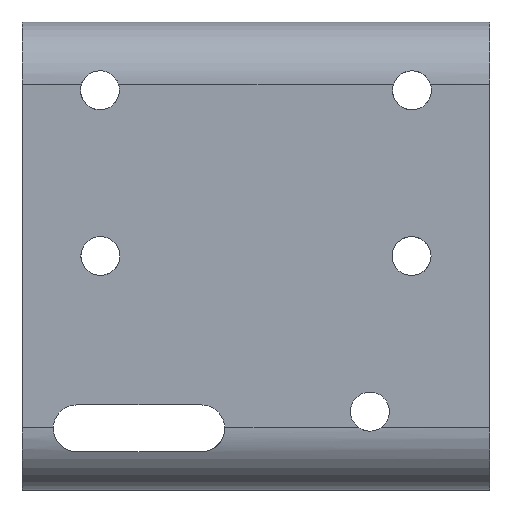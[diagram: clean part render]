
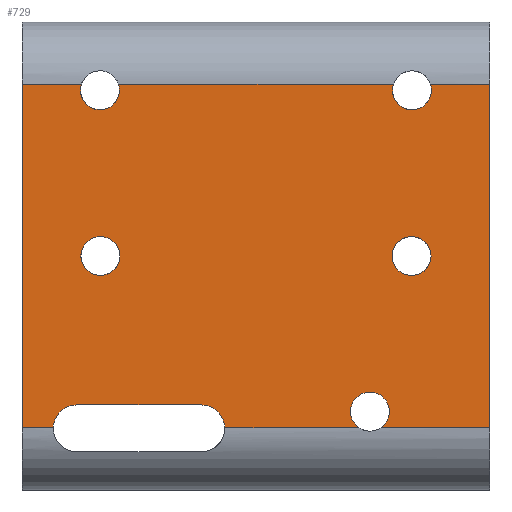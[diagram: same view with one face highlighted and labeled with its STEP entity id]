
A CAD part, front view. The second image highlights one B-rep face of the part: STEP entity #729.
In plain terms, the highlighted planar face has unit normal (0, -1, 0).
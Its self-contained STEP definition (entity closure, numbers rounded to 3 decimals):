
#27=FACE_BOUND('',#116,.T.);
#28=FACE_BOUND('',#117,.T.);
#41=PLANE('',#812);
#72=FACE_OUTER_BOUND('',#115,.T.);
#115=EDGE_LOOP('',(#662,#663,#664,#665,#666,#667,#668,#669,#670,#671,#672,
#673,#674,#675,#676,#677,#678));
#116=EDGE_LOOP('',(#679));
#117=EDGE_LOOP('',(#680));
#148=LINE('',#1143,#201);
#150=LINE('',#1151,#203);
#151=LINE('',#1172,#204);
#158=LINE('',#1188,#211);
#162=LINE('',#1207,#215);
#163=LINE('',#1220,#216);
#165=LINE('',#1249,#218);
#174=LINE('',#1309,#227);
#183=LINE('',#1422,#236);
#201=VECTOR('',#865,10.);
#203=VECTOR('',#871,10.);
#204=VECTOR('',#872,10.);
#211=VECTOR('',#885,10.);
#215=VECTOR('',#905,10.);
#216=VECTOR('',#906,10.);
#218=VECTOR('',#908,10.);
#227=VECTOR('',#939,10.);
#236=VECTOR('',#984,10.);
#262=CIRCLE('',#772,1.25);
#263=CIRCLE('',#773,1.25);
#265=CIRCLE('',#777,1.5);
#266=CIRCLE('',#780,1.5);
#267=CIRCLE('',#782,1.25);
#268=CIRCLE('',#783,1.25);
#275=CIRCLE('',#799,1.25);
#277=CIRCLE('',#802,1.25);
#278=CIRCLE('',#803,1.25);
#279=CIRCLE('',#807,1.25);
#303=VERTEX_POINT('',#1121);
#304=VERTEX_POINT('',#1122);
#305=VERTEX_POINT('',#1142);
#308=VERTEX_POINT('',#1148);
#309=VERTEX_POINT('',#1150);
#310=VERTEX_POINT('',#1152);
#316=VERTEX_POINT('',#1187);
#320=VERTEX_POINT('',#1197);
#321=VERTEX_POINT('',#1202);
#323=VERTEX_POINT('',#1206);
#324=VERTEX_POINT('',#1208);
#325=VERTEX_POINT('',#1219);
#328=VERTEX_POINT('',#1236);
#330=VERTEX_POINT('',#1265);
#332=VERTEX_POINT('',#1273);
#333=VERTEX_POINT('',#1299);
#346=VERTEX_POINT('',#1411);
#348=VERTEX_POINT('',#1417);
#353=VERTEX_POINT('',#1502);
#383=EDGE_CURVE('',#304,#305,#148,.T.);
#387=EDGE_CURVE('',#308,#309,#150,.T.);
#389=EDGE_CURVE('',#310,#303,#151,.T.);
#397=EDGE_CURVE('',#305,#316,#158,.T.);
#403=EDGE_CURVE('',#304,#320,#262,.T.);
#404=EDGE_CURVE('',#320,#303,#263,.T.);
#407=EDGE_CURVE('',#316,#323,#162,.T.);
#409=EDGE_CURVE('',#324,#325,#163,.T.);
#413=EDGE_CURVE('',#328,#321,#165,.T.);
#417=EDGE_CURVE('',#328,#330,#265,.T.);
#420=EDGE_CURVE('',#332,#325,#266,.T.);
#425=EDGE_CURVE('',#324,#333,#267,.T.);
#426=EDGE_CURVE('',#333,#323,#268,.T.);
#430=EDGE_CURVE('',#321,#308,#174,.T.);
#447=EDGE_CURVE('',#346,#346,#275,.T.);
#450=EDGE_CURVE('',#310,#348,#277,.T.);
#451=EDGE_CURVE('',#348,#309,#278,.T.);
#452=EDGE_CURVE('',#330,#332,#183,.T.);
#459=EDGE_CURVE('',#353,#353,#279,.T.);
#662=ORIENTED_EDGE('',*,*,#387,.F.);
#663=ORIENTED_EDGE('',*,*,#430,.F.);
#664=ORIENTED_EDGE('',*,*,#413,.F.);
#665=ORIENTED_EDGE('',*,*,#417,.T.);
#666=ORIENTED_EDGE('',*,*,#452,.T.);
#667=ORIENTED_EDGE('',*,*,#420,.T.);
#668=ORIENTED_EDGE('',*,*,#409,.F.);
#669=ORIENTED_EDGE('',*,*,#425,.T.);
#670=ORIENTED_EDGE('',*,*,#426,.T.);
#671=ORIENTED_EDGE('',*,*,#407,.F.);
#672=ORIENTED_EDGE('',*,*,#397,.F.);
#673=ORIENTED_EDGE('',*,*,#383,.F.);
#674=ORIENTED_EDGE('',*,*,#403,.T.);
#675=ORIENTED_EDGE('',*,*,#404,.T.);
#676=ORIENTED_EDGE('',*,*,#389,.F.);
#677=ORIENTED_EDGE('',*,*,#450,.T.);
#678=ORIENTED_EDGE('',*,*,#451,.T.);
#679=ORIENTED_EDGE('',*,*,#447,.T.);
#680=ORIENTED_EDGE('',*,*,#459,.T.);
#729=ADVANCED_FACE('',(#72,#27,#28),#41,.F.);
#772=AXIS2_PLACEMENT_3D('',#1199,#896,#897);
#773=AXIS2_PLACEMENT_3D('',#1200,#898,#899);
#777=AXIS2_PLACEMENT_3D('',#1267,#913,#914);
#780=AXIS2_PLACEMENT_3D('',#1274,#921,#922);
#782=AXIS2_PLACEMENT_3D('',#1301,#927,#928);
#783=AXIS2_PLACEMENT_3D('',#1302,#929,#930);
#799=AXIS2_PLACEMENT_3D('',#1413,#971,#972);
#802=AXIS2_PLACEMENT_3D('',#1419,#978,#979);
#803=AXIS2_PLACEMENT_3D('',#1420,#980,#981);
#807=AXIS2_PLACEMENT_3D('',#1504,#991,#992);
#812=AXIS2_PLACEMENT_3D('',#1512,#1004,#1005);
#865=DIRECTION('',(1.,0.,0.));
#871=DIRECTION('',(1.,0.,0.));
#872=DIRECTION('',(1.,0.,0.));
#885=DIRECTION('',(0.,0.,-1.));
#896=DIRECTION('center_axis',(0.,1.,0.));
#897=DIRECTION('ref_axis',(-1.,0.,0.));
#898=DIRECTION('center_axis',(0.,1.,0.));
#899=DIRECTION('ref_axis',(-1.,0.,0.));
#905=DIRECTION('',(-1.,0.,0.));
#906=DIRECTION('',(-1.,0.,0.));
#908=DIRECTION('',(-1.,0.,0.));
#913=DIRECTION('center_axis',(0.,1.,0.));
#914=DIRECTION('ref_axis',(0.,0.,-1.));
#921=DIRECTION('center_axis',(0.,1.,0.));
#922=DIRECTION('ref_axis',(0.,0.,1.));
#927=DIRECTION('center_axis',(0.,1.,0.));
#928=DIRECTION('ref_axis',(-1.,0.,0.));
#929=DIRECTION('center_axis',(0.,1.,0.));
#930=DIRECTION('ref_axis',(-1.,0.,0.));
#939=DIRECTION('',(0.,0.,1.));
#971=DIRECTION('center_axis',(0.,1.,0.));
#972=DIRECTION('ref_axis',(-1.,0.,0.));
#978=DIRECTION('center_axis',(0.,1.,0.));
#979=DIRECTION('ref_axis',(-1.,0.,0.));
#980=DIRECTION('center_axis',(0.,1.,0.));
#981=DIRECTION('ref_axis',(-1.,0.,0.));
#984=DIRECTION('',(1.,0.,0.));
#991=DIRECTION('center_axis',(0.,1.,0.));
#992=DIRECTION('ref_axis',(-1.,0.,0.));
#1004=DIRECTION('center_axis',(0.,1.,0.));
#1005=DIRECTION('ref_axis',(0.,0.,1.));
#1121=CARTESIAN_POINT('',(83.809,20.,17.25));
#1122=CARTESIAN_POINT('',(86.189,20.,17.25));
#1142=CARTESIAN_POINT('',(90.,20.,17.25));
#1143=CARTESIAN_POINT('',(67.5,20.,17.25));
#1148=CARTESIAN_POINT('',(60.,20.,17.25));
#1150=CARTESIAN_POINT('',(63.808,20.,17.25));
#1151=CARTESIAN_POINT('',(67.5,20.,17.25));
#1152=CARTESIAN_POINT('',(66.191,20.,17.25));
#1172=CARTESIAN_POINT('',(67.5,20.,17.25));
#1187=CARTESIAN_POINT('',(90.,20.,-4.75));
#1188=CARTESIAN_POINT('',(90.,20.,3.125));
#1197=CARTESIAN_POINT('',(86.249,20.,16.868));
#1199=CARTESIAN_POINT('Origin',(84.999,20.,16.868));
#1200=CARTESIAN_POINT('Origin',(84.999,20.,16.868));
#1202=CARTESIAN_POINT('',(60.,20.,-4.75));
#1206=CARTESIAN_POINT('',(83.021,20.,-4.75));
#1207=CARTESIAN_POINT('',(67.5,20.,-4.75));
#1208=CARTESIAN_POINT('',(81.589,20.,-4.75));
#1219=CARTESIAN_POINT('',(72.999,20.,-4.75));
#1220=CARTESIAN_POINT('',(67.5,20.,-4.75));
#1236=CARTESIAN_POINT('',(62.001,20.,-4.75));
#1249=CARTESIAN_POINT('',(67.5,20.,-4.75));
#1265=CARTESIAN_POINT('',(63.5,20.,-3.3));
#1267=CARTESIAN_POINT('Origin',(63.5,20.,-4.8));
#1273=CARTESIAN_POINT('',(71.5,20.,-3.3));
#1274=CARTESIAN_POINT('Origin',(71.5,20.,-4.8));
#1299=CARTESIAN_POINT('',(83.555,20.,-3.725));
#1301=CARTESIAN_POINT('Origin',(82.305,20.,-3.725));
#1302=CARTESIAN_POINT('Origin',(82.305,20.,-3.725));
#1309=CARTESIAN_POINT('',(60.,20.,21.25));
#1411=CARTESIAN_POINT('',(86.219,20.,6.246));
#1413=CARTESIAN_POINT('Origin',(84.969,20.,6.246));
#1417=CARTESIAN_POINT('',(66.249,20.,16.872));
#1419=CARTESIAN_POINT('Origin',(64.999,20.,16.872));
#1420=CARTESIAN_POINT('Origin',(64.999,20.,16.872));
#1422=CARTESIAN_POINT('',(58.25,20.,-3.3));
#1502=CARTESIAN_POINT('',(66.275,20.,6.25));
#1504=CARTESIAN_POINT('Origin',(65.025,20.,6.25));
#1512=CARTESIAN_POINT('Origin',(45.,20.,6.25));
